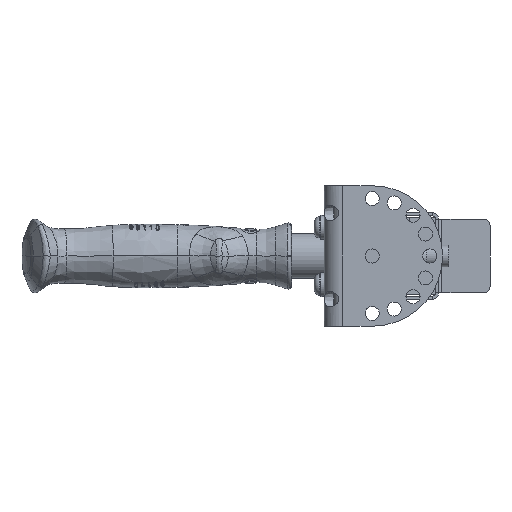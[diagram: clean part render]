
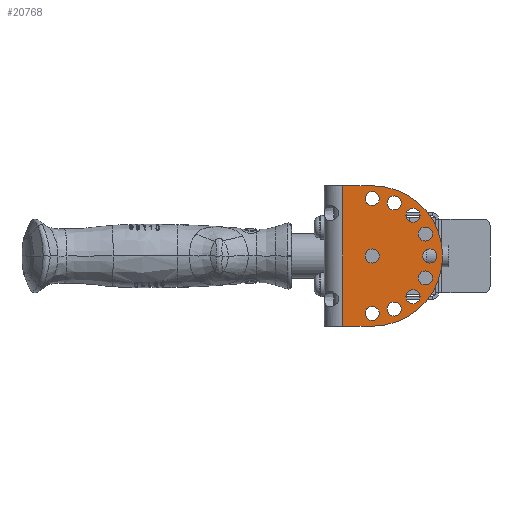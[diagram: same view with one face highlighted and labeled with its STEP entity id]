
A CAD part, front view. The second image highlights one B-rep face of the part: STEP entity #20768.
In plain terms, the highlighted planar face has unit normal (0, -1, 0).
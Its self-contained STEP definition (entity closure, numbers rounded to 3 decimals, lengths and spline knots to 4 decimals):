
#603=FACE_BOUND('',#3841,.T.);
#604=FACE_BOUND('',#3842,.T.);
#605=FACE_BOUND('',#3843,.T.);
#606=FACE_BOUND('',#3844,.T.);
#607=FACE_BOUND('',#3845,.T.);
#608=FACE_BOUND('',#3846,.T.);
#609=FACE_BOUND('',#3847,.T.);
#610=FACE_BOUND('',#3848,.T.);
#611=FACE_BOUND('',#3849,.T.);
#612=FACE_BOUND('',#3850,.T.);
#750=PLANE('',#22639);
#2623=FACE_OUTER_BOUND('',#3840,.T.);
#3840=EDGE_LOOP('',(#14171,#14172,#14173,#14174));
#3841=EDGE_LOOP('',(#14175));
#3842=EDGE_LOOP('',(#14176));
#3843=EDGE_LOOP('',(#14177));
#3844=EDGE_LOOP('',(#14178));
#3845=EDGE_LOOP('',(#14179));
#3846=EDGE_LOOP('',(#14180));
#3847=EDGE_LOOP('',(#14181));
#3848=EDGE_LOOP('',(#14182));
#3849=EDGE_LOOP('',(#14183));
#3850=EDGE_LOOP('',(#14184));
#5199=LINE('',#29908,#6445);
#5200=LINE('',#29910,#6446);
#5201=LINE('',#29911,#6447);
#6445=VECTOR('',#24684,0.2582);
#6446=VECTOR('',#24685,0.3937);
#6447=VECTOR('',#24686,0.2582);
#7669=CIRCLE('',#22588,0.1375);
#7672=CIRCLE('',#22592,0.1375);
#7675=CIRCLE('',#22596,0.1375);
#7678=CIRCLE('',#22600,0.1375);
#7681=CIRCLE('',#22604,0.1375);
#7684=CIRCLE('',#22608,0.1375);
#7687=CIRCLE('',#22612,0.1375);
#7690=CIRCLE('',#22616,0.1375);
#7693=CIRCLE('',#22620,0.1375);
#7696=CIRCLE('',#22624,0.1375);
#7702=CIRCLE('',#22637,1.375);
#8532=VERTEX_POINT('',#29797);
#8535=VERTEX_POINT('',#29805);
#8538=VERTEX_POINT('',#29813);
#8541=VERTEX_POINT('',#29821);
#8544=VERTEX_POINT('',#29829);
#8547=VERTEX_POINT('',#29837);
#8550=VERTEX_POINT('',#29845);
#8553=VERTEX_POINT('',#29853);
#8556=VERTEX_POINT('',#29861);
#8559=VERTEX_POINT('',#29869);
#8566=VERTEX_POINT('',#29898);
#8567=VERTEX_POINT('',#29899);
#8570=VERTEX_POINT('',#29907);
#8571=VERTEX_POINT('',#29909);
#10741=EDGE_CURVE('',#8532,#8532,#7669,.T.);
#10745=EDGE_CURVE('',#8535,#8535,#7672,.T.);
#10749=EDGE_CURVE('',#8538,#8538,#7675,.T.);
#10753=EDGE_CURVE('',#8541,#8541,#7678,.T.);
#10757=EDGE_CURVE('',#8544,#8544,#7681,.T.);
#10761=EDGE_CURVE('',#8547,#8547,#7684,.T.);
#10765=EDGE_CURVE('',#8550,#8550,#7687,.T.);
#10769=EDGE_CURVE('',#8553,#8553,#7690,.T.);
#10773=EDGE_CURVE('',#8556,#8556,#7693,.T.);
#10777=EDGE_CURVE('',#8559,#8559,#7696,.T.);
#10791=EDGE_CURVE('',#8566,#8567,#7702,.T.);
#10795=EDGE_CURVE('',#8570,#8567,#5199,.T.);
#10796=EDGE_CURVE('',#8570,#8571,#5200,.T.);
#10797=EDGE_CURVE('',#8571,#8566,#5201,.T.);
#14171=ORIENTED_EDGE('',*,*,#10791,.T.);
#14172=ORIENTED_EDGE('',*,*,#10795,.F.);
#14173=ORIENTED_EDGE('',*,*,#10796,.T.);
#14174=ORIENTED_EDGE('',*,*,#10797,.T.);
#14175=ORIENTED_EDGE('',*,*,#10741,.T.);
#14176=ORIENTED_EDGE('',*,*,#10745,.T.);
#14177=ORIENTED_EDGE('',*,*,#10749,.T.);
#14178=ORIENTED_EDGE('',*,*,#10753,.T.);
#14179=ORIENTED_EDGE('',*,*,#10757,.T.);
#14180=ORIENTED_EDGE('',*,*,#10761,.T.);
#14181=ORIENTED_EDGE('',*,*,#10765,.T.);
#14182=ORIENTED_EDGE('',*,*,#10769,.T.);
#14183=ORIENTED_EDGE('',*,*,#10773,.T.);
#14184=ORIENTED_EDGE('',*,*,#10777,.T.);
#20768=ADVANCED_FACE('',(#2623,#603,#604,#605,#606,#607,#608,#609,#610,
#611,#612),#750,.F.);
#22588=AXIS2_PLACEMENT_3D('',#29799,#24561,#24562);
#22592=AXIS2_PLACEMENT_3D('',#29807,#24570,#24571);
#22596=AXIS2_PLACEMENT_3D('',#29815,#24579,#24580);
#22600=AXIS2_PLACEMENT_3D('',#29823,#24588,#24589);
#22604=AXIS2_PLACEMENT_3D('',#29831,#24597,#24598);
#22608=AXIS2_PLACEMENT_3D('',#29839,#24606,#24607);
#22612=AXIS2_PLACEMENT_3D('',#29847,#24615,#24616);
#22616=AXIS2_PLACEMENT_3D('',#29855,#24624,#24625);
#22620=AXIS2_PLACEMENT_3D('',#29863,#24633,#24634);
#22624=AXIS2_PLACEMENT_3D('',#29871,#24642,#24643);
#22637=AXIS2_PLACEMENT_3D('',#29900,#24676,#24677);
#22639=AXIS2_PLACEMENT_3D('',#29906,#24682,#24683);
#24561=DIRECTION('center_axis',(0.,1.,0.));
#24562=DIRECTION('ref_axis',(1.,0.,0.));
#24570=DIRECTION('center_axis',(0.,1.,0.));
#24571=DIRECTION('ref_axis',(1.,0.,0.));
#24579=DIRECTION('center_axis',(0.,1.,0.));
#24580=DIRECTION('ref_axis',(1.,0.,0.));
#24588=DIRECTION('center_axis',(0.,1.,0.));
#24589=DIRECTION('ref_axis',(1.,0.,0.));
#24597=DIRECTION('center_axis',(0.,1.,0.));
#24598=DIRECTION('ref_axis',(1.,0.,0.));
#24606=DIRECTION('center_axis',(0.,1.,0.));
#24607=DIRECTION('ref_axis',(1.,0.,0.));
#24615=DIRECTION('center_axis',(0.,1.,0.));
#24616=DIRECTION('ref_axis',(1.,0.,0.));
#24624=DIRECTION('center_axis',(0.,1.,0.));
#24625=DIRECTION('ref_axis',(1.,0.,0.));
#24633=DIRECTION('center_axis',(0.,1.,0.));
#24634=DIRECTION('ref_axis',(1.,0.,0.));
#24642=DIRECTION('center_axis',(0.,1.,0.));
#24643=DIRECTION('ref_axis',(1.,0.,0.));
#24676=DIRECTION('center_axis',(0.,-1.,0.));
#24677=DIRECTION('ref_axis',(0.,0.,
1.));
#24682=DIRECTION('center_axis',(0.,1.,0.));
#24683=DIRECTION('ref_axis',(-1.,0.,0.));
#24684=DIRECTION('',(1.,0.,0.));
#24685=DIRECTION('',(0.,0.,-1.));
#24686=DIRECTION('',(1.,0.,0.));
#29797=CARTESIAN_POINT('',(1.6015,-1.7935,-0.7955));
#29799=CARTESIAN_POINT('Origin',(1.739,-1.7935,-0.7955));
#29805=CARTESIAN_POINT('',(1.8454,-1.7935,0.4305));
#29807=CARTESIAN_POINT('Origin',(1.9829,-1.7935,0.4305));
#29813=CARTESIAN_POINT('',(1.2365,-1.7935,1.0394));
#29815=CARTESIAN_POINT('Origin',(1.374,-1.7935,1.0394));
#29821=CARTESIAN_POINT('',(0.806,-1.7935,1.125));
#29823=CARTESIAN_POINT('Origin',(0.9435,-1.7935,1.125));
#29829=CARTESIAN_POINT('',(0.806,-1.7935,0.));
#29831=CARTESIAN_POINT('Origin',(0.9435,-1.7935,0.));
#29837=CARTESIAN_POINT('',(1.931,-1.7935,0.));
#29839=CARTESIAN_POINT('Origin',(2.0685,-1.7935,0.));
#29845=CARTESIAN_POINT('',(0.806,-1.7935,-1.125));
#29847=CARTESIAN_POINT('Origin',(0.9435,-1.7935,-1.125));
#29853=CARTESIAN_POINT('',(1.6015,-1.7935,0.7955));
#29855=CARTESIAN_POINT('Origin',(1.739,-1.7935,0.7955));
#29861=CARTESIAN_POINT('',(1.8454,-1.7935,-0.4305));
#29863=CARTESIAN_POINT('Origin',(1.9829,-1.7935,-0.4305));
#29869=CARTESIAN_POINT('',(1.2365,-1.7935,-1.0394));
#29871=CARTESIAN_POINT('Origin',(1.374,-1.7935,-1.0394));
#29898=CARTESIAN_POINT('',(0.9428,-1.7935,-1.375));
#29899=CARTESIAN_POINT('',(0.9428,-1.7935,1.375));
#29900=CARTESIAN_POINT('Origin',(0.9428,-1.7935,0.));
#29906=CARTESIAN_POINT('Origin',(-1.4819,-1.7935,0.));
#29907=CARTESIAN_POINT('',(0.3586,-1.7935,1.375));
#29908=CARTESIAN_POINT('',(-0.4525,-1.7935,1.375));
#29909=CARTESIAN_POINT('',(0.3586,-1.7935,-1.375));
#29910=CARTESIAN_POINT('',(0.3586,-1.7935,0.));
#29911=CARTESIAN_POINT('',(-0.4525,-1.7935,-1.375));
